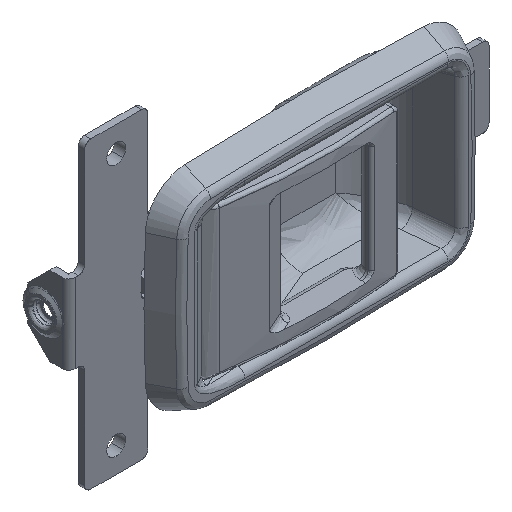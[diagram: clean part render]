
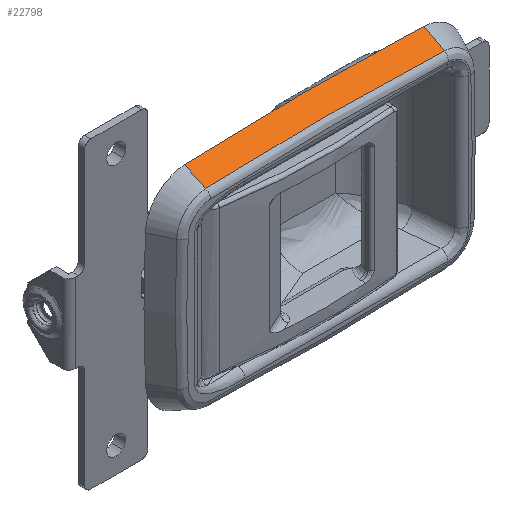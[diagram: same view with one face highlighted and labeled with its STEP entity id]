
A CAD part, isometric view. The second image highlights one B-rep face of the part: STEP entity #22798.
In plain terms, the highlighted free-form (B-spline) face has degree [1, 2] with [2, 3] control points.
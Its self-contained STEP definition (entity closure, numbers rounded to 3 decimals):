
#19231=CARTESIAN_POINT('',(37.743,-6.618,29.796));
#19232=VERTEX_POINT('',#19231);
#19356=CARTESIAN_POINT('',(-37.743,-6.618,29.796));
#19357=VERTEX_POINT('',#19356);
#19384=CARTESIAN_POINT('',(-37.743,-6.618,29.796));
#19385=CARTESIAN_POINT('',(0.,-6.618,31.587));
#19386=CARTESIAN_POINT('',(37.743,-6.618,29.796));
#19394=(BOUNDED_CURVE()B_SPLINE_CURVE(2,(#19384,#19385,#19386),.UNSPECIFIED.,.F.,.U.)CURVE()GEOMETRIC_REPRESENTATION_ITEM()QUASI_UNIFORM_CURVE()RATIONAL_B_SPLINE_CURVE((1.0,0.999,1.0))REPRESENTATION_ITEM(''));
#19395=EDGE_CURVE('',#19357,#19232,#19394,.T.);
#22727=CARTESIAN_POINT('',(37.9,0.0,33.102));
#22728=VERTEX_POINT('',#22727);
#22729=CARTESIAN_POINT('',(37.9,0.0,33.102));
#22730=CARTESIAN_POINT('',(37.743,-6.618,29.796));
#22731=QUASI_UNIFORM_CURVE('',1,(#22729,#22730),.UNSPECIFIED.,.F.,.U.);
#22732=EDGE_CURVE('',#22728,#19232,#22731,.T.);
#22760=CARTESIAN_POINT('',(41.503,-6.783,29.526));
#22761=CARTESIAN_POINT('',(41.684,0.17,32.998));
#22762=CARTESIAN_POINT('',(-0.002,-6.783,31.692));
#22763=CARTESIAN_POINT('',(-0.002,0.17,35.173));
#22764=CARTESIAN_POINT('',(-41.507,-6.783,29.526));
#22765=CARTESIAN_POINT('',(-41.688,0.17,32.998));
#22773=(BOUNDED_SURFACE()B_SPLINE_SURFACE(1,2,((#22760,#22762,#22764),(#22761,#22763,#22765)),.UNSPECIFIED.,.F.,.F.,.U.)B_SPLINE_SURFACE_WITH_KNOTS((2,2),(3,3),(0.0,7.774),(3.202,86.642),.UNSPECIFIED.)GEOMETRIC_REPRESENTATION_ITEM()RATIONAL_B_SPLINE_SURFACE(((1.,0.998,0.999),(1.,0.998,0.999)))REPRESENTATION_ITEM('')SURFACE());
#22774=CARTESIAN_POINT('',(-37.9,0.0,33.102));
#22775=VERTEX_POINT('',#22774);
#22776=CARTESIAN_POINT('',(-37.9,0.0,33.102));
#22777=CARTESIAN_POINT('',(-37.743,-6.618,29.796));
#22778=QUASI_UNIFORM_CURVE('',1,(#22776,#22777),.UNSPECIFIED.,.F.,.U.);
#22779=EDGE_CURVE('',#22775,#19357,#22778,.T.);
#22780=ORIENTED_EDGE('',*,*,#22779,.T.);
#22781=ORIENTED_EDGE('',*,*,#19395,.T.);
#22782=ORIENTED_EDGE('',*,*,#22732,.F.);
#22783=CARTESIAN_POINT('',(37.9,0.0,33.102));
#22784=CARTESIAN_POINT('',(0.,0.0,34.899));
#22785=CARTESIAN_POINT('',(-37.9,0.0,33.102));
#22793=(BOUNDED_CURVE()B_SPLINE_CURVE(2,(#22783,#22784,#22785),.UNSPECIFIED.,.F.,.U.)CURVE()GEOMETRIC_REPRESENTATION_ITEM()QUASI_UNIFORM_CURVE()RATIONAL_B_SPLINE_CURVE((1.0,0.999,1.0))REPRESENTATION_ITEM(''));
#22794=EDGE_CURVE('',#22728,#22775,#22793,.T.);
#22795=ORIENTED_EDGE('',*,*,#22794,.T.);
#22796=EDGE_LOOP('',(#22780,#22781,#22782,#22795));
#22797=FACE_OUTER_BOUND('',#22796,.T.);
#22798=ADVANCED_FACE('',(#22797),#22773,.T.);
